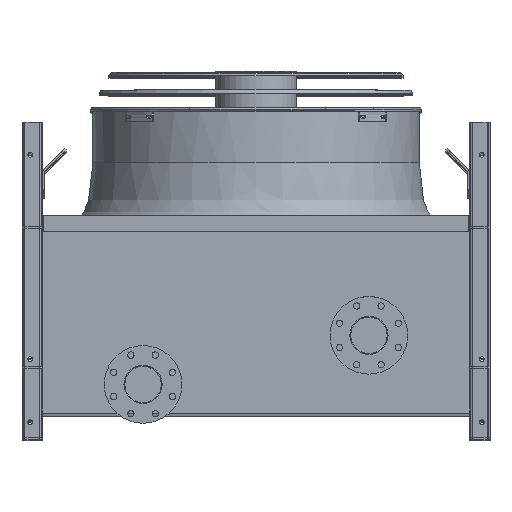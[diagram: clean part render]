
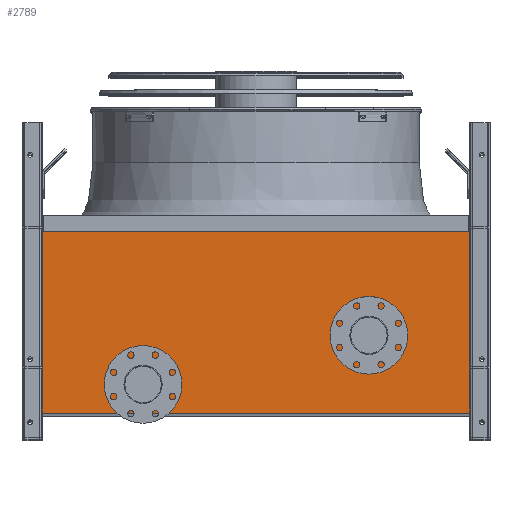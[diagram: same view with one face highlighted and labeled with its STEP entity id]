
A CAD part, top view. The second image highlights one B-rep face of the part: STEP entity #2789.
In plain terms, the highlighted planar face has unit normal (0, 0, 1).
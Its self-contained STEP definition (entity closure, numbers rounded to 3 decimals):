
#303 = LINE ( 'NONE', #14238, #14789 ) ;
#923 = VERTEX_POINT ( 'NONE', #17763 ) ;
#927 = CARTESIAN_POINT ( 'NONE',  ( 605., 0., 240. ) ) ;
#1482 = VECTOR ( 'NONE', #12202, 1000. ) ;
#2413 = CARTESIAN_POINT ( 'NONE',  ( -605., 515., 240. ) ) ;
#2789 = ADVANCED_FACE ( 'NONE', ( #8454, #17562, #13410 ), #10321, .T. ) ;
#2840 = DIRECTION ( 'NONE',  ( 0., 1., 0. ) ) ;
#3291 = VECTOR ( 'NONE', #6398, 1000. ) ;
#3647 = EDGE_CURVE ( 'NONE', #11647, #923, #12768, .T. ) ;
#3652 = EDGE_CURVE ( 'NONE', #23117, #23117, #18057, .T. ) ;
#3692 = EDGE_CURVE ( 'NONE', #923, #9199, #16983, .T. ) ;
#3736 = EDGE_CURVE ( 'NONE', #9199, #15078, #16433, .T. ) ;
#3768 = EDGE_CURVE ( 'NONE', #15078, #11647, #303, .T. ) ;
#3802 = EDGE_CURVE ( 'NONE', #14137, #14137, #18309, .T. ) ;
#4252 = CARTESIAN_POINT ( 'NONE',  ( -605., 515., 240. ) ) ;
#4537 = DIRECTION ( 'NONE',  ( 0., 0., -1. ) ) ;
#4678 = DIRECTION ( 'NONE',  ( 0., 0., 1. ) ) ;
#4956 = AXIS2_PLACEMENT_3D ( 'NONE', #12168, #4678, #17600 ) ;
#5068 = CARTESIAN_POINT ( 'NONE',  ( 320., 220., 240. ) ) ;
#6398 = DIRECTION ( 'NONE',  ( 0., -1., 0. ) ) ;
#6908 = EDGE_LOOP ( 'NONE', ( #22944 ) ) ;
#6973 = DIRECTION ( 'NONE',  ( 1., 0., 0. ) ) ;
#7479 = AXIS2_PLACEMENT_3D ( 'NONE', #15716, #4537, #17475 ) ;
#7522 = CARTESIAN_POINT ( 'NONE',  ( 605., 515., 240. ) ) ;
#8423 = ORIENTED_EDGE ( 'NONE', *, *, #3768, .T. ) ;
#8454 = FACE_BOUND ( 'NONE', #11371, .T. ) ;
#8735 = DIRECTION ( 'NONE',  ( -1., 0., 0. ) ) ;
#9199 = VERTEX_POINT ( 'NONE', #19516 ) ;
#9874 = ORIENTED_EDGE ( 'NONE', *, *, #3647, .T. ) ;
#10321 = PLANE ( 'NONE',  #4956 ) ;
#11371 = EDGE_LOOP ( 'NONE', ( #22673 ) ) ;
#11647 = VERTEX_POINT ( 'NONE', #4252 ) ;
#12168 = CARTESIAN_POINT ( 'NONE',  ( 0., 0., 240. ) ) ;
#12187 = ORIENTED_EDGE ( 'NONE', *, *, #3736, .T. ) ;
#12202 = DIRECTION ( 'NONE',  ( 1., 0., 0. ) ) ;
#12768 = LINE ( 'NONE', #2413, #3291 ) ;
#13410 = FACE_BOUND ( 'NONE', #6908, .T. ) ;
#14137 = VERTEX_POINT ( 'NONE', #17672 ) ;
#14238 = CARTESIAN_POINT ( 'NONE',  ( 605., 515., 240. ) ) ;
#14376 = EDGE_LOOP ( 'NONE', ( #9874, #15888, #12187, #8423 ) ) ;
#14789 = VECTOR ( 'NONE', #8735, 1000. ) ;
#15078 = VERTEX_POINT ( 'NONE', #7522 ) ;
#15716 = CARTESIAN_POINT ( 'NONE',  ( -320., 81., 240. ) ) ;
#15869 = VECTOR ( 'NONE', #2840, 1000. ) ;
#15888 = ORIENTED_EDGE ( 'NONE', *, *, #3692, .T. ) ;
#15907 = CARTESIAN_POINT ( 'NONE',  ( -320., 135., 240. ) ) ;
#16433 = LINE ( 'NONE', #927, #15869 ) ;
#16983 = LINE ( 'NONE', #20885, #1482 ) ;
#17475 = DIRECTION ( 'NONE',  ( 0., 1., 0. ) ) ;
#17562 = FACE_OUTER_BOUND ( 'NONE', #14376, .T. ) ;
#17600 = DIRECTION ( 'NONE',  ( 1., 0., 0. ) ) ;
#17672 = CARTESIAN_POINT ( 'NONE',  ( 374., 220., 240. ) ) ;
#17763 = CARTESIAN_POINT ( 'NONE',  ( -605., 0., 240. ) ) ;
#17924 = DIRECTION ( 'NONE',  ( 0., 0., 1. ) ) ;
#18057 = CIRCLE ( 'NONE', #7479, 54. ) ;
#18309 = CIRCLE ( 'NONE', #19118, 54. ) ;
#19118 = AXIS2_PLACEMENT_3D ( 'NONE', #5068, #17924, #6973 ) ;
#19516 = CARTESIAN_POINT ( 'NONE',  ( 605., 0., 240. ) ) ;
#20885 = CARTESIAN_POINT ( 'NONE',  ( -605., 0., 240. ) ) ;
#22673 = ORIENTED_EDGE ( 'NONE', *, *, #3652, .T. ) ;
#22944 = ORIENTED_EDGE ( 'NONE', *, *, #3802, .F. ) ;
#23117 = VERTEX_POINT ( 'NONE', #15907 ) ;
